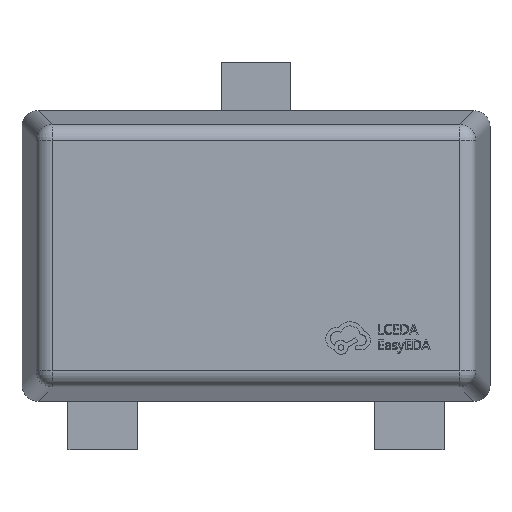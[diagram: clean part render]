
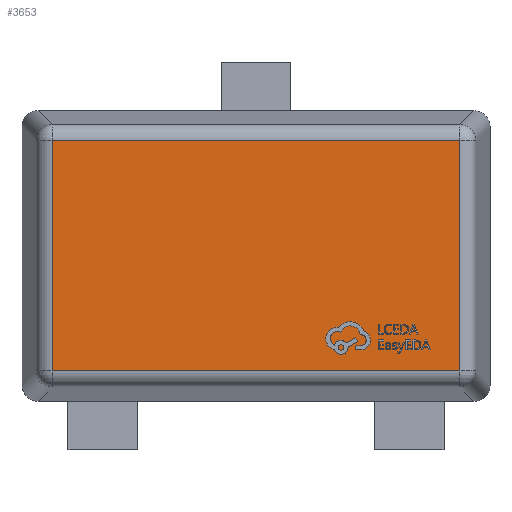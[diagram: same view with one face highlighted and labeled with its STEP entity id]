
A CAD part, top view. The second image highlights one B-rep face of the part: STEP entity #3653.
In plain terms, the highlighted planar face has unit normal (0, 0, 1).
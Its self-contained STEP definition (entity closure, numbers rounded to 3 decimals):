
#241 = VERTEX_POINT ( 'NONE', #4432 ) ;
#849 = ORIENTED_EDGE ( 'NONE', *, *, #11493, .T. ) ;
#1136 = EDGE_LOOP ( 'NONE', ( #8142, #10473, #14014, #849 ) ) ;
#1556 = VECTOR ( 'NONE', #4707, 1000. ) ;
#1627 = DIRECTION ( 'NONE',  ( 0., -1., 0. ) ) ;
#2049 = VECTOR ( 'NONE', #9588, 1000. ) ;
#3653 = ADVANCED_FACE ( 'NONE', ( #5834 ), #8195, .F. ) ;
#3916 = EDGE_CURVE ( 'NONE', #13916, #6038, #14355, .T. ) ;
#4432 = CARTESIAN_POINT ( 'NONE',  ( -1.263, 0.713, 1.01 ) ) ;
#4619 = DIRECTION ( 'NONE',  ( 0., 1., 0. ) ) ;
#4707 = DIRECTION ( 'NONE',  ( 1., 0., 0. ) ) ;
#4922 = VECTOR ( 'NONE', #4619, 1000. ) ;
#5522 = DIRECTION ( 'NONE',  ( -1., 0., 0. ) ) ;
#5834 = FACE_OUTER_BOUND ( 'NONE', #1136, .T. ) ;
#5889 = VECTOR ( 'NONE', #1627, 1000. ) ;
#6038 = VERTEX_POINT ( 'NONE', #14073 ) ;
#6319 = LINE ( 'NONE', #13514, #5889 ) ;
#8142 = ORIENTED_EDGE ( 'NONE', *, *, #3916, .T. ) ;
#8195 = PLANE ( 'NONE',  #13502 ) ;
#8521 = EDGE_CURVE ( 'NONE', #6038, #241, #10790, .T. ) ;
#8660 = LINE ( 'NONE', #13320, #1556 ) ;
#8891 = CARTESIAN_POINT ( 'NONE',  ( -1.263, -0.713, 1.01 ) ) ;
#9083 = EDGE_CURVE ( 'NONE', #241, #10049, #6319, .T. ) ;
#9364 = CARTESIAN_POINT ( 'NONE',  ( 0., 0., 1.01 ) ) ;
#9588 = DIRECTION ( 'NONE',  ( -1., 0., 0. ) ) ;
#9735 = CARTESIAN_POINT ( 'NONE',  ( 1.263, 0.802, 1.01 ) ) ;
#10049 = VERTEX_POINT ( 'NONE', #8891 ) ;
#10473 = ORIENTED_EDGE ( 'NONE', *, *, #8521, .T. ) ;
#10477 = DIRECTION ( 'NONE',  ( 0., 0., -1. ) ) ;
#10706 = CARTESIAN_POINT ( 'NONE',  ( -1.352, 0.713, 1.01 ) ) ;
#10790 = LINE ( 'NONE', #10706, #2049 ) ;
#11290 = CARTESIAN_POINT ( 'NONE',  ( 1.263, -0.713, 1.01 ) ) ;
#11493 = EDGE_CURVE ( 'NONE', #10049, #13916, #8660, .T. ) ;
#13320 = CARTESIAN_POINT ( 'NONE',  ( 1.352, -0.713, 1.01 ) ) ;
#13502 = AXIS2_PLACEMENT_3D ( 'NONE', #9364, #10477, #5522 ) ;
#13514 = CARTESIAN_POINT ( 'NONE',  ( -1.263, -0.802, 1.01 ) ) ;
#13916 = VERTEX_POINT ( 'NONE', #11290 ) ;
#14014 = ORIENTED_EDGE ( 'NONE', *, *, #9083, .T. ) ;
#14073 = CARTESIAN_POINT ( 'NONE',  ( 1.263, 0.713, 1.01 ) ) ;
#14355 = LINE ( 'NONE', #9735, #4922 ) ;
